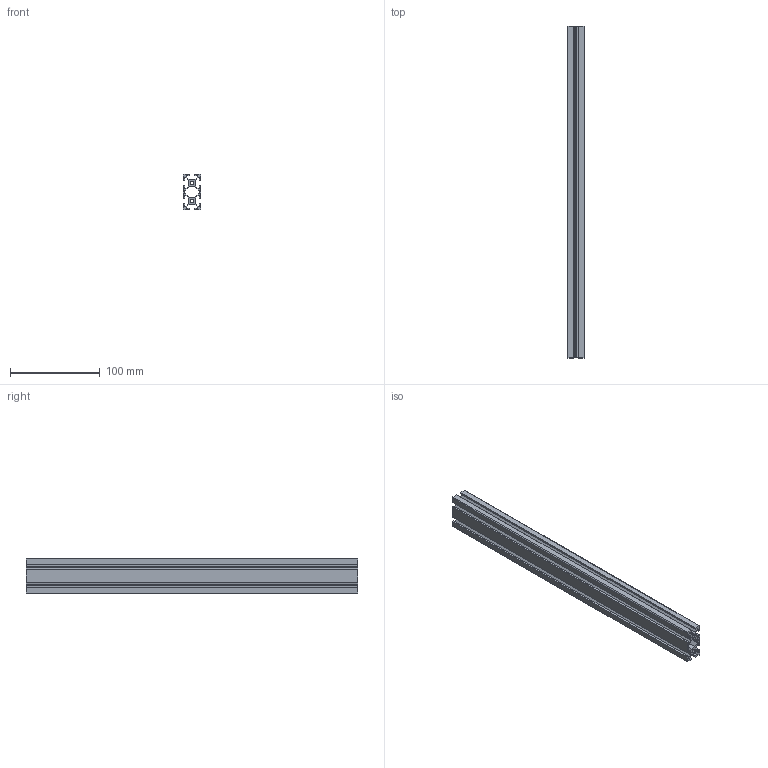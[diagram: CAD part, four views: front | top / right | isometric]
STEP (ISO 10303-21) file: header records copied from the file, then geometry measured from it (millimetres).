
FILE_DESCRIPTION(('FreeCAD Model'),'2;1');
FILE_NAME('2040_1.step', '2017-02-11T13:23:41',('Ax Smith-Laffin'),('AxMod Box Mods Limited'), 'Open CASCADE STEP processor 6.8','FreeCAD','Unknown');
FILE_SCHEMA(('AUTOMOTIVE_DESIGN_CC2 { 1 2 10303 214 -1 1 5 4 }'));
Length unit declared in the file: millimetre
Products named in the file (2): ASSEMBLY; _NFS5-2040-371
Assembly tree (1 placements, depth 2):
  ASSEMBLY
    _NFS5-2040-371
Bounding box: 20 x 370 x 40 mm (x, y, z)
Volume: 119301.5 mm3; surface area: 117053.1 mm2
Topology: 1 solids, 1 shells, 134 faces, 396 edges, 264 vertices
Faces by surface type: plane 108, cylinder 26
Full cylindrical faces by diameter (mm): 4.2 x2
Entity records: 11841 total; most frequent: CARTESIAN_POINT 4014, DIRECTION 1406, LINE 982, VECTOR 982, ORIENTED_EDGE 792, PCURVE 792, DEFINITIONAL_REPRESENTATION 792, EDGE_CURVE 396
